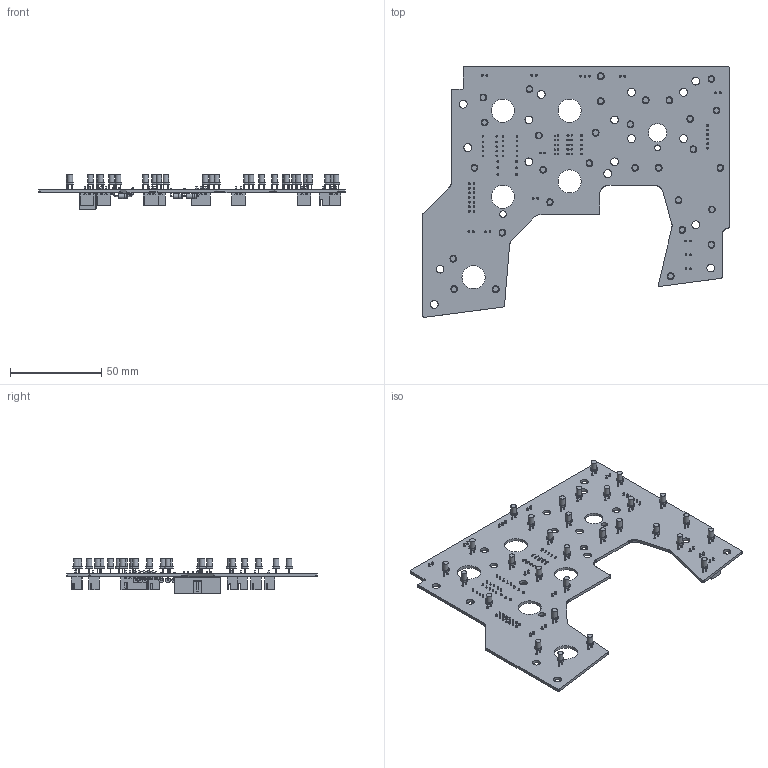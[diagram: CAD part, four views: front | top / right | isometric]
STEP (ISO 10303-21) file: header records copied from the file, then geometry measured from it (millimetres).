
FILE_DESCRIPTION(('KiCad electronic assembly'),'2;1');
FILE_NAME('SELECT JETT-V002.step','2024-12-27T07:40:43',('Pcbnew'),( 'Kicad'),'Open CASCADE STEP processor 7.8','KiCad to STEP converter' ,'Unknown');
FILE_SCHEMA(('AUTOMOTIVE_DESIGN { 1 0 10303 214 1 1 1 1 }'));
Length unit declared in the file: millimetre
Products named in the file (18): SELECT JETT-V002 1; LED_D3.0mm_FlatTop; JST_XH_B2B-XH-A_1x02_P2.50mm_Vertical; JST_B2B_XH_A; D_A-405_P7.62mm_Horizontal; R_Axial_DIN0204_L3.6mm_D1.6mm_P7.62mm_Horizontal; R_Axial_DIN0204_L36mm_D16mm_P762mm_Horizontal; D_DO-41_SOD81_P10.16mm_Horizontal; IDC-Header_2x07_P2.54mm_Vertical; IDC_Header_2x07_P254mm_Vertical; JST_XH_B3B-XH-A_1x03_P2.50mm_Vertical; JST_B3B_XH_A; JST_XH_B6B-XH-A_1x06_P2.50mm_Vertical; JST_B6B_XH_A; SELECT JETT-V002_PCB
Assembly tree (76 placements, depth 3):
  SELECT JETT-V002 1
    LED_D3.0mm_FlatTop  x30
      LED_D3.0mm_FlatTop
    JST_XH_B2B-XH-A_1x02_P2.50mm_Vertical  x11
      JST_B2B_XH_A
    D_A-405_P7.62mm_Horizontal  x10
      D_A-405_P7.62mm_Horizontal
    R_Axial_DIN0204_L3.6mm_D1.6mm_P7.62mm_Horizontal  x10
      R_Axial_DIN0204_L36mm_D16mm_P762mm_Horizontal
    D_DO-41_SOD81_P10.16mm_Horizontal  x3
      D_DO-41_SOD81_P10.16mm_Horizontal
    IDC-Header_2x07_P2.54mm_Vertical
      IDC_Header_2x07_P254mm_Vertical
    JST_XH_B3B-XH-A_1x03_P2.50mm_Vertical
      JST_B3B_XH_A
    JST_XH_B6B-XH-A_1x06_P2.50mm_Vertical
      JST_B6B_XH_A
    SELECT JETT-V002_PCB
Bounding box: 168.28 x 137.62 x 19.1 mm (x, y, z)
Volume: 28361.9 mm3; surface area: 43154.4 mm2
Topology: 68 solids, 68 shells, 2959 faces, 7319 edges, 4740 vertices
Faces by surface type: plane 2430, cylinder 463, torus 66
Full cylindrical faces by diameter (mm): 0.5 x40, 0.6 x40, 0.7 x40, 0.8 x12, 0.9 x60, 0.95 x9, 1 x42, 1.1 x6, 1.44 x10, 1.6 x20, 2.7 x26, 2.72 x13, 3 x30, 3.175 x1, 3.572 x1, 4.3 x17, 10 x1, 12.7 x5
Entity records: 46067 total; most frequent: CARTESIAN_POINT 6997, ORIENTED_EDGE 6836, DIRECTION 6613, EDGE_CURVE 3418, LINE 2951, VECTOR 2951, VERTEX_POINT 2215, AXIS2_PLACEMENT_3D 1831
